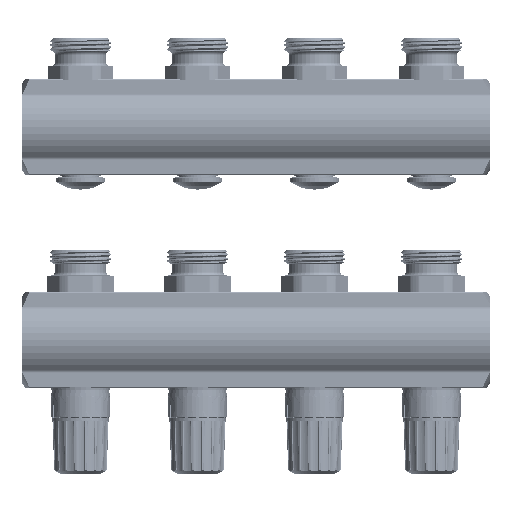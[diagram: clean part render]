
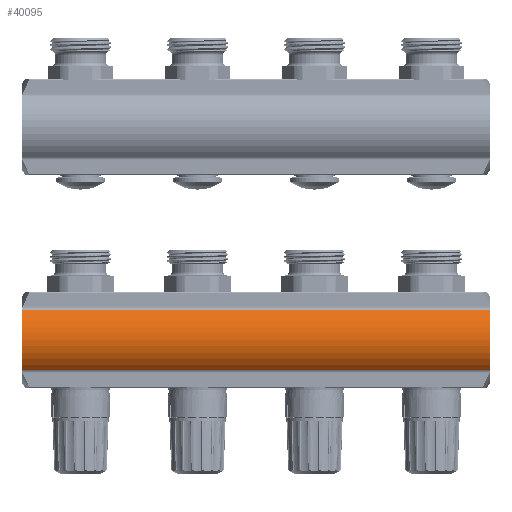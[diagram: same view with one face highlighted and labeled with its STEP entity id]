
A CAD part, front view. The second image highlights one B-rep face of the part: STEP entity #40095.
In plain terms, the highlighted cylindrical face has radius 18.25 mm (diameter 36.5 mm), a partial arc.
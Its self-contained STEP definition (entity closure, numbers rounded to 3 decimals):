
#27618=CARTESIAN_POINT('',(-100.,0.,0.));
#27619=DIRECTION('',(1.,0.,0.));
#27620=DIRECTION('',(0.,-0.716,0.698));
#27621=AXIS2_PLACEMENT_3D('',#27618,#27619,#27620);
#27623=CARTESIAN_POINT('',(-100.,0.,0.));
#27624=DIRECTION('',(1.,0.,0.));
#27625=DIRECTION('',(0.,-1.,0.));
#27626=AXIS2_PLACEMENT_3D('',#27623,#27624,#27625);
#27762=DIRECTION('',(-1.,0.,0.));
#27763=VECTOR('',#27762,200.);
#27764=CARTESIAN_POINT('',(100.,-13.068,12.739));
#27765=LINE('',#27764,#27763);
#27805=CARTESIAN_POINT('',(100.,0.,0.));
#27806=DIRECTION('',(-1.,0.,0.));
#27807=DIRECTION('',(0.,-0.716,-0.698));
#27808=AXIS2_PLACEMENT_3D('',#27805,#27806,#27807);
#27810=CARTESIAN_POINT('',(100.,0.,0.));
#27811=DIRECTION('',(-1.,0.,0.));
#27812=DIRECTION('',(0.,-1.,0.));
#27813=AXIS2_PLACEMENT_3D('',#27810,#27811,#27812);
#28566=DIRECTION('',(-1.,0.,0.));
#28567=VECTOR('',#28566,200.);
#28568=CARTESIAN_POINT('',(100.,-13.068,-12.739));
#28569=LINE('',#28568,#28567);
#38450=CARTESIAN_POINT('',(-100.,-13.068,12.739));
#38451=VERTEX_POINT('',#38450);
#38452=CARTESIAN_POINT('',(-100.,-18.25,0.));
#38453=VERTEX_POINT('',#38452);
#38454=CARTESIAN_POINT('',(-100.,-13.068,-12.739));
#38455=VERTEX_POINT('',#38454);
#38490=CARTESIAN_POINT('',(100.,-13.068,12.739));
#38491=VERTEX_POINT('',#38490);
#38500=CARTESIAN_POINT('',(100.,-13.068,-12.739));
#38501=VERTEX_POINT('',#38500);
#38502=CARTESIAN_POINT('',(100.,-18.25,0.));
#38503=VERTEX_POINT('',#38502);
#40082=CARTESIAN_POINT('',(-100.,0.,0.));
#40083=DIRECTION('',(1.,0.,0.));
#40084=DIRECTION('',(0.,-1.,0.));
#40085=AXIS2_PLACEMENT_3D('',#40082,#40083,#40084);
#40086=CYLINDRICAL_SURFACE('',#40085,18.25);
#40087=ORIENTED_EDGE('',*,*,#39946,.T.);
#40088=ORIENTED_EDGE('',*,*,#39351,.F.);
#40089=ORIENTED_EDGE('',*,*,#39349,.F.);
#40090=ORIENTED_EDGE('',*,*,#39450,.F.);
#40091=ORIENTED_EDGE('',*,*,#39478,.F.);
#40092=ORIENTED_EDGE('',*,*,#39476,.F.);
#40093=EDGE_LOOP('',(#40087,#40088,#40089,#40090,#40091,#40092));
#40094=FACE_OUTER_BOUND('',#40093,.F.);
#40095=ADVANCED_FACE('',(#40094),#40086,.T.);
#27622=CIRCLE('',#27621,18.25);
#27627=CIRCLE('',#27626,18.25);
#27809=CIRCLE('',#27808,18.25);
#27814=CIRCLE('',#27813,18.25);
#39349=EDGE_CURVE('',#38451,#38453,#27622,.T.);
#39351=EDGE_CURVE('',#38453,#38455,#27627,.T.);
#39450=EDGE_CURVE('',#38491,#38451,#27765,.T.);
#39476=EDGE_CURVE('',#38501,#38503,#27809,.T.);
#39478=EDGE_CURVE('',#38503,#38491,#27814,.T.);
#39946=EDGE_CURVE('',#38501,#38455,#28569,.T.);
